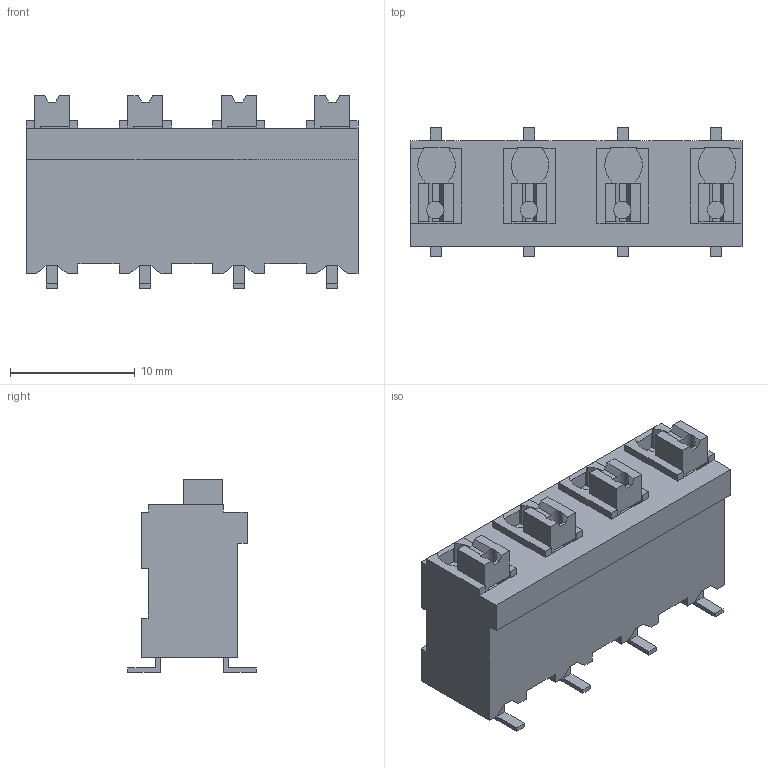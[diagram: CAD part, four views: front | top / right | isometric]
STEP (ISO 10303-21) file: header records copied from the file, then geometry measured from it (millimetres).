
FILE_DESCRIPTION(('CATIA V5 STEP Exchange','CAx-IF Rec.Pracs.--- Model Styling and Organization---1.2---2011-12-15'),'2;1');
FILE_NAME ('D1452244_0_1473860000_1473860000.stp','2018-03-22T06:47:34+00:00',('none'),('Weidmueller'),'CATIA Version 5-6 Release 2014','CATIA V5 STEP AP214','none');
FILE_SCHEMA(('AUTOMOTIVE_DESIGN { 1 0 10303 214 1 1 1 1 }'));
Length unit declared in the file: millimetre
Products named in the file (1): 1473860000
Bounding box: 26.63 x 10.3 x 15.46 mm (x, y, z)
Volume: 1580.1 mm3; surface area: 2499.5 mm2
Topology: 13 solids, 13 shells, 370 faces, 1052 edges, 706 vertices
Faces by surface type: plane 354, cylinder 16
Entity records: 11630 total; most frequent: CARTESIAN_POINT 2113, ORIENTED_EDGE 2104, DIRECTION 1584, EDGE_CURVE 1052, VECTOR 988, LINE 988, VERTEX_POINT 706, EDGE_LOOP 376
